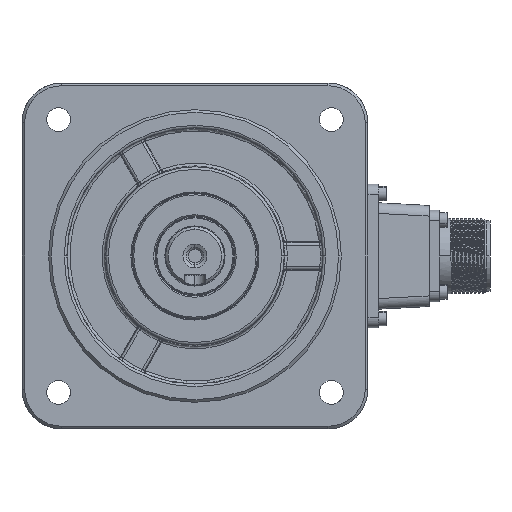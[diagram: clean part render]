
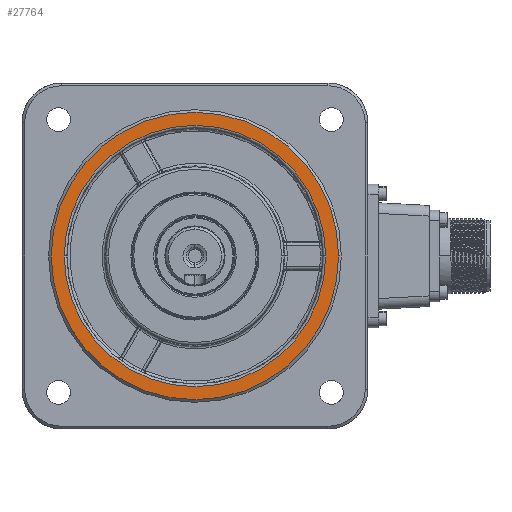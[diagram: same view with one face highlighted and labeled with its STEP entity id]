
A CAD part, left-side view. The second image highlights one B-rep face of the part: STEP entity #27764.
In plain terms, the highlighted planar face has unit normal (-1, 0, 0).
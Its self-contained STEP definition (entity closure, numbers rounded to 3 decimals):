
#883 = EDGE_LOOP ( 'NONE', ( #11978, #30144 ) ) ;
#1126 = CARTESIAN_POINT ( 'NONE',  ( -52., 0., 0. ) ) ;
#2118 = AXIS2_PLACEMENT_3D ( 'NONE', #31518, #41349, #12711 ) ;
#8281 = CIRCLE ( 'NONE', #34979, 54. ) ;
#9820 = VERTEX_POINT ( 'NONE', #28685 ) ;
#11160 = FACE_BOUND ( 'NONE', #883, .T. ) ;
#11978 = ORIENTED_EDGE ( 'NONE', *, *, #18387, .T. ) ;
#12711 = DIRECTION ( 'NONE',  ( 0., -1., 0. ) ) ;
#14519 = AXIS2_PLACEMENT_3D ( 'NONE', #18003, #34069, #40339 ) ;
#14807 = DIRECTION ( 'NONE',  ( 0., -1., 0. ) ) ;
#14831 = CIRCLE ( 'NONE', #2118, 54. ) ;
#14853 = CIRCLE ( 'NONE', #22187, 49.122 ) ;
#14967 = AXIS2_PLACEMENT_3D ( 'NONE', #34126, #27641, #33709 ) ;
#15700 = VERTEX_POINT ( 'NONE', #25115 ) ;
#16773 = VERTEX_POINT ( 'NONE', #32068 ) ;
#18003 = CARTESIAN_POINT ( 'NONE',  ( -52., 0., 0. ) ) ;
#18387 = EDGE_CURVE ( 'NONE', #15700, #9820, #29218, .T. ) ;
#19199 = DIRECTION ( 'NONE',  ( 0., -1., 0. ) ) ;
#20660 = DIRECTION ( 'NONE',  ( 1., 0., 0. ) ) ;
#22187 = AXIS2_PLACEMENT_3D ( 'NONE', #27737, #20660, #14807 ) ;
#22283 = EDGE_LOOP ( 'NONE', ( #39887, #26642 ) ) ;
#23682 = FACE_OUTER_BOUND ( 'NONE', #22283, .T. ) ;
#24090 = PLANE ( 'NONE',  #14967 ) ;
#25115 = CARTESIAN_POINT ( 'NONE',  ( -52., -49.122, 0. ) ) ;
#25145 = EDGE_CURVE ( 'NONE', #27753, #16773, #14831, .T. ) ;
#25767 = EDGE_CURVE ( 'NONE', #9820, #15700, #14853, .T. ) ;
#26642 = ORIENTED_EDGE ( 'NONE', *, *, #25145, .T. ) ;
#26646 = DIRECTION ( 'NONE',  ( -1., 0., 0. ) ) ;
#27641 = DIRECTION ( 'NONE',  ( -1., 0., 0. ) ) ;
#27737 = CARTESIAN_POINT ( 'NONE',  ( -52., 0., 0. ) ) ;
#27753 = VERTEX_POINT ( 'NONE', #37281 ) ;
#27764 = ADVANCED_FACE ( 'NONE', ( #23682, #11160 ), #24090, .T. ) ;
#27998 = EDGE_CURVE ( 'NONE', #16773, #27753, #8281, .T. ) ;
#28685 = CARTESIAN_POINT ( 'NONE',  ( -52., 49.122, 0. ) ) ;
#29218 = CIRCLE ( 'NONE', #14519, 49.122 ) ;
#30144 = ORIENTED_EDGE ( 'NONE', *, *, #25767, .T. ) ;
#31518 = CARTESIAN_POINT ( 'NONE',  ( -52., 0., 0. ) ) ;
#32068 = CARTESIAN_POINT ( 'NONE',  ( -52., 54., 0. ) ) ;
#33709 = DIRECTION ( 'NONE',  ( 0., -1., 0. ) ) ;
#34069 = DIRECTION ( 'NONE',  ( 1., 0., 0. ) ) ;
#34126 = CARTESIAN_POINT ( 'NONE',  ( -52., 0., 0. ) ) ;
#34979 = AXIS2_PLACEMENT_3D ( 'NONE', #1126, #26646, #19199 ) ;
#37281 = CARTESIAN_POINT ( 'NONE',  ( -52., -54., 0. ) ) ;
#39887 = ORIENTED_EDGE ( 'NONE', *, *, #27998, .T. ) ;
#40339 = DIRECTION ( 'NONE',  ( 0., -1., 0. ) ) ;
#41349 = DIRECTION ( 'NONE',  ( -1., 0., 0. ) ) ;
